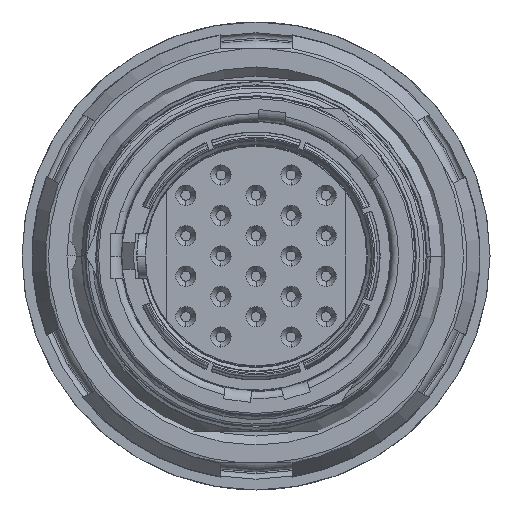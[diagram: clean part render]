
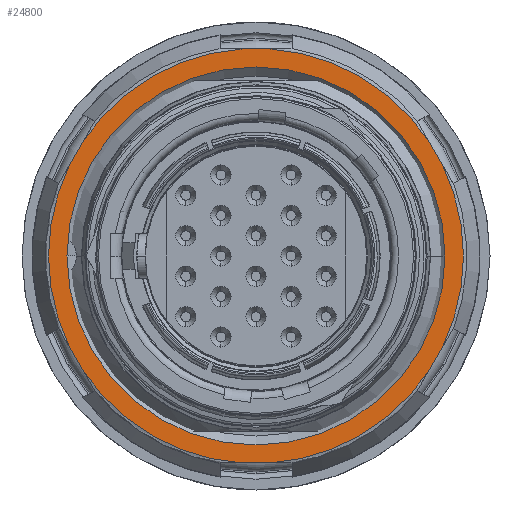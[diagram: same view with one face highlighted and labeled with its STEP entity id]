
A CAD part, left-side view. The second image highlights one B-rep face of the part: STEP entity #24800.
In plain terms, the highlighted face is planar.
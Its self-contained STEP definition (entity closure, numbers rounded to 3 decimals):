
#23315=CARTESIAN_POINT('',(0.,3.4,0.));
#23316=DIRECTION('',(0.,1.,0.));
#23317=DIRECTION('',(-0.83,0.,0.557));
#23318=AXIS2_PLACEMENT_3D('',#23315,#23316,#23317);
#23329=CARTESIAN_POINT('',(-0.777,3.4,11.5));
#23371=CARTESIAN_POINT('',(0.,3.4,0.));
#23372=DIRECTION('',(0.,1.,0.));
#23373=DIRECTION('',(-0.898,0.,-0.44));
#23374=AXIS2_PLACEMENT_3D('',#23371,#23372,#23373);
#23427=CARTESIAN_POINT('',(0.,3.4,0.));
#23428=DIRECTION('',(0.,1.,0.));
#23429=DIRECTION('',(-0.067,0.,-0.998));
#23430=AXIS2_PLACEMENT_3D('',#23427,#23428,#23429);
#23483=CARTESIAN_POINT('',(0.,3.4,0.));
#23484=DIRECTION('',(0.,1.,0.));
#23485=DIRECTION('',(0.83,0.,-0.557));
#23486=AXIS2_PLACEMENT_3D('',#23483,#23484,#23485);
#23556=CARTESIAN_POINT('',(0.,3.4,0.));
#23557=DIRECTION('',(0.,1.,0.));
#23558=DIRECTION('',(0.067,0.,0.998));
#23559=AXIS2_PLACEMENT_3D('',#23556,#23557,#23558);
#23595=CARTESIAN_POINT('',(0.,3.4,0.));
#23596=DIRECTION('',(0.,1.,0.));
#23597=DIRECTION('',(0.898,0.,0.44));
#23598=AXIS2_PLACEMENT_3D('',#23595,#23596,#23597);
#23631=DIRECTION('',(0.5,0.,-0.866));
#23632=VECTOR('',#23631,1.555);
#23633=CARTESIAN_POINT('',(9.571,3.4,6.423));
#23634=LINE('',#23633,#23632);
#23638=DIRECTION('',(1.,0.,0.));
#23639=VECTOR('',#23638,1.555);
#23640=CARTESIAN_POINT('',(-0.777,3.4,11.5));
#23641=LINE('',#23640,#23639);
#23645=DIRECTION('',(0.5,0.,0.866));
#23646=VECTOR('',#23645,1.555);
#23647=CARTESIAN_POINT('',(-10.348,3.4,5.077));
#23648=LINE('',#23647,#23646);
#23652=DIRECTION('',(-0.5,0.,0.866));
#23653=VECTOR('',#23652,1.555);
#23654=CARTESIAN_POINT('',(-9.571,3.4,-6.423));
#23655=LINE('',#23654,#23653);
#23659=DIRECTION('',(-1.,0.,0.));
#23660=VECTOR('',#23659,1.555);
#23661=CARTESIAN_POINT('',(0.777,3.4,-11.5));
#23662=LINE('',#23661,#23660);
#23666=DIRECTION('',(-0.5,0.,-0.866));
#23667=VECTOR('',#23666,1.555);
#23668=CARTESIAN_POINT('',(10.348,3.4,-5.077));
#23669=LINE('',#23668,#23667);
#23688=CARTESIAN_POINT('',(0.,3.4,0.));
#23689=DIRECTION('',(0.,-1.,0.));
#23690=DIRECTION('',(-1.,0.,0.));
#23691=AXIS2_PLACEMENT_3D('',#23688,#23689,#23690);
#23711=CARTESIAN_POINT('',(0.,3.4,0.));
#23712=DIRECTION('',(0.,1.,0.));
#23713=DIRECTION('',(-1.,0.,0.));
#23714=AXIS2_PLACEMENT_3D('',#23711,#23712,#23713);
#23970=CARTESIAN_POINT('',(-10.5,3.4,0.));
#23971=CARTESIAN_POINT('',(10.5,3.4,0.));
#23972=VERTEX_POINT('',#23970);
#23973=VERTEX_POINT('',#23971);
#23982=VERTEX_POINT('',#23329);
#23983=CARTESIAN_POINT('',(0.777,3.4,11.5));
#23984=VERTEX_POINT('',#23983);
#24005=CARTESIAN_POINT('',(-10.348,3.4,5.077));
#24006=CARTESIAN_POINT('',(-9.571,3.4,6.423));
#24007=VERTEX_POINT('',#24005);
#24008=VERTEX_POINT('',#24006);
#24031=CARTESIAN_POINT('',(-9.571,3.4,-6.423));
#24032=CARTESIAN_POINT('',(-10.348,3.4,-5.077));
#24033=VERTEX_POINT('',#24031);
#24034=VERTEX_POINT('',#24032);
#24057=CARTESIAN_POINT('',(0.777,3.4,-11.5));
#24058=CARTESIAN_POINT('',(-0.777,3.4,-11.5));
#24059=VERTEX_POINT('',#24057);
#24060=VERTEX_POINT('',#24058);
#24083=CARTESIAN_POINT('',(10.348,3.4,-5.077));
#24084=CARTESIAN_POINT('',(9.571,3.4,-6.423));
#24085=VERTEX_POINT('',#24083);
#24086=VERTEX_POINT('',#24084);
#24109=CARTESIAN_POINT('',(9.571,3.4,6.423));
#24110=CARTESIAN_POINT('',(10.348,3.4,5.077));
#24111=VERTEX_POINT('',#24109);
#24112=VERTEX_POINT('',#24110);
#24770=CARTESIAN_POINT('',(0.,3.4,0.));
#24771=DIRECTION('',(0.,-1.,0.));
#24772=DIRECTION('',(1.,0.,0.));
#24773=AXIS2_PLACEMENT_3D('',#24770,#24771,#24772);
#24774=PLANE('',#24773);
#24776=ORIENTED_EDGE('',*,*,#24775,.F.);
#24777=ORIENTED_EDGE('',*,*,#24744,.F.);
#24779=ORIENTED_EDGE('',*,*,#24778,.F.);
#24780=ORIENTED_EDGE('',*,*,#24668,.F.);
#24781=ORIENTED_EDGE('',*,*,#24373,.F.);
#24782=ORIENTED_EDGE('',*,*,#24687,.F.);
#24784=ORIENTED_EDGE('',*,*,#24783,.F.);
#24785=ORIENTED_EDGE('',*,*,#24704,.F.);
#24787=ORIENTED_EDGE('',*,*,#24786,.F.);
#24788=ORIENTED_EDGE('',*,*,#24723,.F.);
#24790=ORIENTED_EDGE('',*,*,#24789,.F.);
#24791=ORIENTED_EDGE('',*,*,#24760,.F.);
#24792=EDGE_LOOP('',(#24776,#24777,#24779,#24780,#24781,#24782,#24784,#24785,
#24787,#24788,#24790,#24791));
#24793=FACE_OUTER_BOUND('',#24792,.F.);
#24795=ORIENTED_EDGE('',*,*,#24794,.F.);
#24797=ORIENTED_EDGE('',*,*,#24796,.T.);
#24798=EDGE_LOOP('',(#24795,#24797));
#24799=FACE_BOUND('',#24798,.F.);
#23319=CIRCLE('',#23318,11.526);
#23375=CIRCLE('',#23374,11.526);
#23431=CIRCLE('',#23430,11.526);
#23487=CIRCLE('',#23486,11.526);
#23560=CIRCLE('',#23559,11.526);
#23599=CIRCLE('',#23598,11.526);
#23692=CIRCLE('',#23691,10.5);
#23715=CIRCLE('',#23714,10.5);
#24373=EDGE_CURVE('',#24007,#24008,#23648,.T.);
#24668=EDGE_CURVE('',#24008,#23982,#23319,.T.);
#24687=EDGE_CURVE('',#24034,#24007,#23375,.T.);
#24704=EDGE_CURVE('',#24060,#24033,#23431,.T.);
#24723=EDGE_CURVE('',#24086,#24059,#23487,.T.);
#24744=EDGE_CURVE('',#23984,#24111,#23560,.T.);
#24760=EDGE_CURVE('',#24112,#24085,#23599,.T.);
#24775=EDGE_CURVE('',#24111,#24112,#23634,.T.);
#24778=EDGE_CURVE('',#23982,#23984,#23641,.T.);
#24783=EDGE_CURVE('',#24033,#24034,#23655,.T.);
#24786=EDGE_CURVE('',#24059,#24060,#23662,.T.);
#24789=EDGE_CURVE('',#24085,#24086,#23669,.T.);
#24794=EDGE_CURVE('',#23972,#23973,#23692,.T.);
#24796=EDGE_CURVE('',#23972,#23973,#23715,.T.);
#24800=ADVANCED_FACE('',(#24793,#24799),#24774,.F.);
